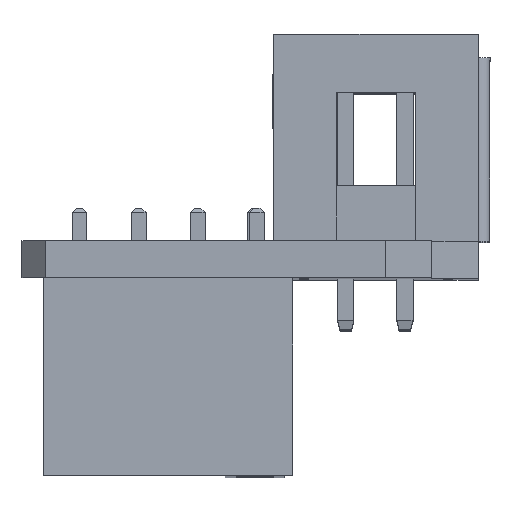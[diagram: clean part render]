
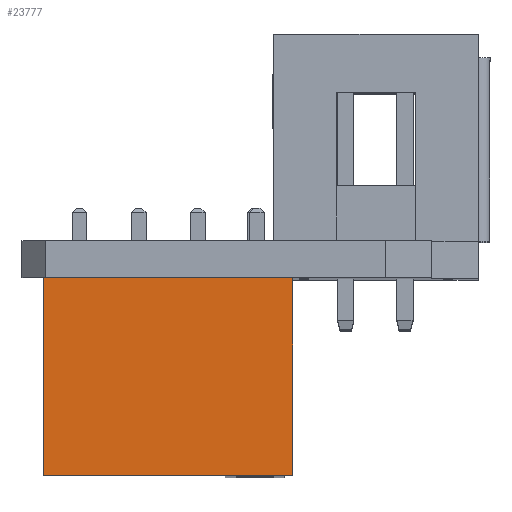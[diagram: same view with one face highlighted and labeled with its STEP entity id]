
A CAD part, top view. The second image highlights one B-rep face of the part: STEP entity #23777.
In plain terms, the highlighted planar face has unit normal (0, 0, 1).
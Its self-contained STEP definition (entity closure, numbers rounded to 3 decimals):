
#1040=FACE_OUTER_BOUND('',#2545,.T.);
#2545=EDGE_LOOP('',(#17203,#17204,#17205,#17206));
#4732=LINE('',#34371,#7709);
#4766=LINE('',#34441,#7743);
#4801=LINE('',#34510,#7778);
#4803=LINE('',#34513,#7780);
#7709=VECTOR('',#28390,10.7);
#7743=VECTOR('',#28426,10.7);
#7778=VECTOR('',#28463,8.5);
#7780=VECTOR('',#28467,8.5);
#10221=VERTEX_POINT('',#34365);
#10223=VERTEX_POINT('',#34369);
#10257=VERTEX_POINT('',#34438);
#10258=VERTEX_POINT('',#34440);
#12658=EDGE_CURVE('',#10221,#10223,#4732,.T.);
#12692=EDGE_CURVE('',#10257,#10258,#4766,.T.);
#12727=EDGE_CURVE('',#10257,#10221,#4801,.T.);
#12729=EDGE_CURVE('',#10258,#10223,#4803,.T.);
#17203=ORIENTED_EDGE('',*,*,#12658,.T.);
#17204=ORIENTED_EDGE('',*,*,#12729,.F.);
#17205=ORIENTED_EDGE('',*,*,#12692,.F.);
#17206=ORIENTED_EDGE('',*,*,#12727,.T.);
#21184=PLANE('',#25133);
#23777=ADVANCED_FACE('',(#1040),#21184,.F.);
#25133=AXIS2_PLACEMENT_3D('',#34512,#28465,#28466);
#28390=DIRECTION('',(-1.,0.,0.));
#28426=DIRECTION('',(-1.,0.,0.));
#28463=DIRECTION('',(0.,1.,0.));
#28465=DIRECTION('center_axis',(0.,0.,-1.));
#28466=DIRECTION('ref_axis',(0.,1.,0.));
#28467=DIRECTION('',(0.,1.,0.));
#34365=CARTESIAN_POINT('',(3.96,0.,8.19));
#34369=CARTESIAN_POINT('',(-6.74,0.,8.19));
#34371=CARTESIAN_POINT('',(3.96,0.,8.19));
#34438=CARTESIAN_POINT('',(3.96,-8.5,8.19));
#34440=CARTESIAN_POINT('',(-6.74,-8.5,8.19));
#34441=CARTESIAN_POINT('',(3.96,-8.5,8.19));
#34510=CARTESIAN_POINT('',(3.96,-8.5,8.19));
#34512=CARTESIAN_POINT('Origin',(-6.74,-8.5,8.19));
#34513=CARTESIAN_POINT('',(-6.74,-8.5,8.19));
